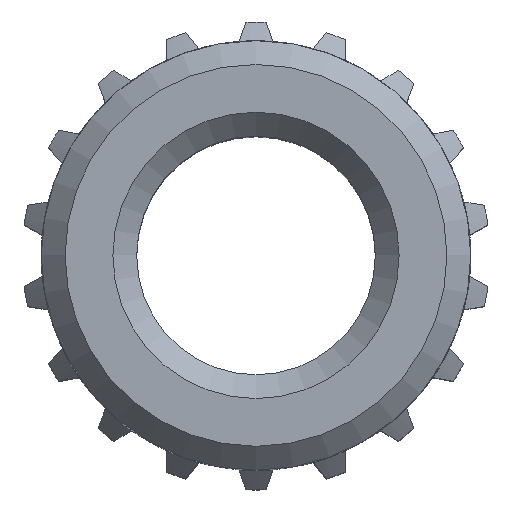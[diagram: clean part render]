
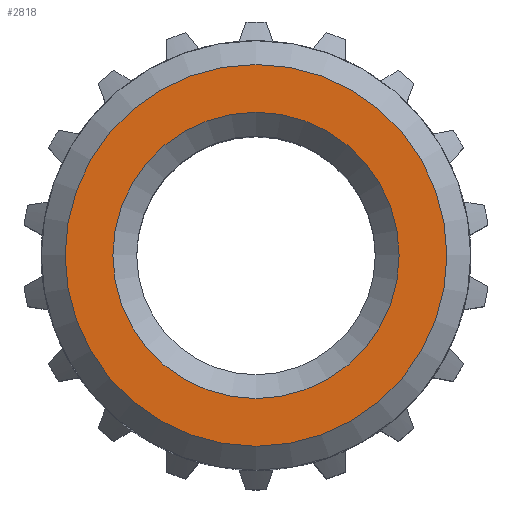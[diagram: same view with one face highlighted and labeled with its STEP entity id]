
A CAD part, top view. The second image highlights one B-rep face of the part: STEP entity #2818.
In plain terms, the highlighted planar face has unit normal (0, 0, 1).
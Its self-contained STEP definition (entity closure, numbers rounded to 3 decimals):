
#15=FACE_BOUND('',#612,.T.);
#18=PLANE('',#3152);
#193=CIRCLE('',#3149,3.);
#194=CIRCLE('',#3150,3.);
#196=CIRCLE('',#3153,4.);
#197=CIRCLE('',#3154,4.);
#434=FACE_OUTER_BOUND('',#611,.T.);
#611=EDGE_LOOP('',(#2075,#2076));
#612=EDGE_LOOP('',(#2077,#2078));
#1146=VERTEX_POINT('',#5101);
#1147=VERTEX_POINT('',#5103);
#1148=VERTEX_POINT('',#5108);
#1149=VERTEX_POINT('',#5109);
#1494=EDGE_CURVE('',#1147,#1146,#193,.T.);
#1495=EDGE_CURVE('',#1146,#1147,#194,.T.);
#1497=EDGE_CURVE('',#1148,#1149,#196,.T.);
#1498=EDGE_CURVE('',#1149,#1148,#197,.T.);
#2075=ORIENTED_EDGE('',*,*,#1497,.F.);
#2076=ORIENTED_EDGE('',*,*,#1498,.F.);
#2077=ORIENTED_EDGE('',*,*,#1494,.T.);
#2078=ORIENTED_EDGE('',*,*,#1495,.T.);
#2818=ADVANCED_FACE('',(#434,#15),#18,.T.);
#3149=AXIS2_PLACEMENT_3D('',#5104,#3780,#3781);
#3150=AXIS2_PLACEMENT_3D('',#5105,#3782,#3783);
#3152=AXIS2_PLACEMENT_3D('',#5107,#3786,#3787);
#3153=AXIS2_PLACEMENT_3D('',#5110,#3788,#3789);
#3154=AXIS2_PLACEMENT_3D('',#5111,#3790,#3791);
#3780=DIRECTION('center_axis',(0.,0.,-1.));
#3781=DIRECTION('ref_axis',(1.,0.,0.));
#3782=DIRECTION('center_axis',(0.,0.,-1.));
#3783=DIRECTION('ref_axis',(1.,0.,0.));
#3786=DIRECTION('center_axis',(0.,0.,1.));
#3787=DIRECTION('ref_axis',(1.,0.,0.));
#3788=DIRECTION('center_axis',(0.,0.,-1.));
#3789=DIRECTION('ref_axis',(1.,0.,0.));
#3790=DIRECTION('center_axis',(0.,0.,-1.));
#3791=DIRECTION('ref_axis',(1.,0.,0.));
#5101=CARTESIAN_POINT('',(0.,-3.,10.));
#5103=CARTESIAN_POINT('',(0.,3.,10.));
#5104=CARTESIAN_POINT('Origin',(0.,0.,10.));
#5105=CARTESIAN_POINT('Origin',(0.,0.,10.));
#5107=CARTESIAN_POINT('Origin',(0.,4.,10.));
#5108=CARTESIAN_POINT('',(0.,4.,10.));
#5109=CARTESIAN_POINT('',(0.,-4.,10.));
#5110=CARTESIAN_POINT('Origin',(0.,0.,10.));
#5111=CARTESIAN_POINT('Origin',(0.,0.,10.));
